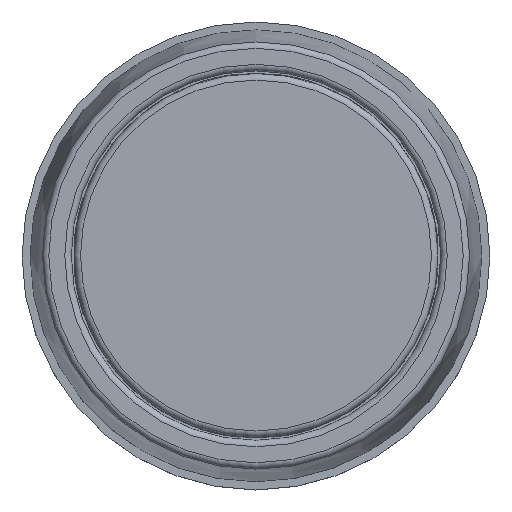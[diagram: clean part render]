
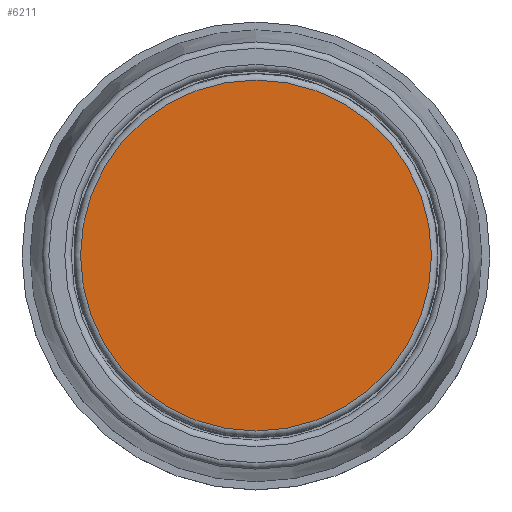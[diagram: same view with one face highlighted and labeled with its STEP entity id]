
A CAD part, top view. The second image highlights one B-rep face of the part: STEP entity #6211.
In plain terms, the highlighted planar face has unit normal (0, 0, 1).
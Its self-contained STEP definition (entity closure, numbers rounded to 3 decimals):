
#356=PLANE('',#6924);
#679=FACE_OUTER_BOUND('',#1040,.T.);
#1040=EDGE_LOOP('',(#5563,#5564));
#2340=CIRCLE('',#6921,10.875);
#2341=CIRCLE('',#6922,10.875);
#2940=VERTEX_POINT('',#11434);
#2941=VERTEX_POINT('',#11435);
#3838=EDGE_CURVE('',#2940,#2941,#2340,.T.);
#3839=EDGE_CURVE('',#2941,#2940,#2341,.T.);
#5563=ORIENTED_EDGE('',*,*,#3838,.T.);
#5564=ORIENTED_EDGE('',*,*,#3839,.T.);
#6211=ADVANCED_FACE('',(#679),#356,.T.);
#6921=AXIS2_PLACEMENT_3D('',#11436,#8730,#8731);
#6922=AXIS2_PLACEMENT_3D('',#11437,#8732,#8733);
#6924=AXIS2_PLACEMENT_3D('',#11439,#8736,#8737);
#8730=DIRECTION('center_axis',(0.,0.,
1.));
#8731=DIRECTION('ref_axis',(-1.,0.,0.));
#8732=DIRECTION('center_axis',(0.,0.,
1.));
#8733=DIRECTION('ref_axis',(-1.,0.,0.));
#8736=DIRECTION('center_axis',(0.,0.,
1.));
#8737=DIRECTION('ref_axis',(0.,-1.,0.));
#11434=CARTESIAN_POINT('',(-10.875,0.,11.15));
#11435=CARTESIAN_POINT('',(0.,10.875,11.15));
#11436=CARTESIAN_POINT('Origin',(0.,0.,
11.15));
#11437=CARTESIAN_POINT('Origin',(0.,0.,
11.15));
#11439=CARTESIAN_POINT('Origin',(-5.438,0.,
11.15));
